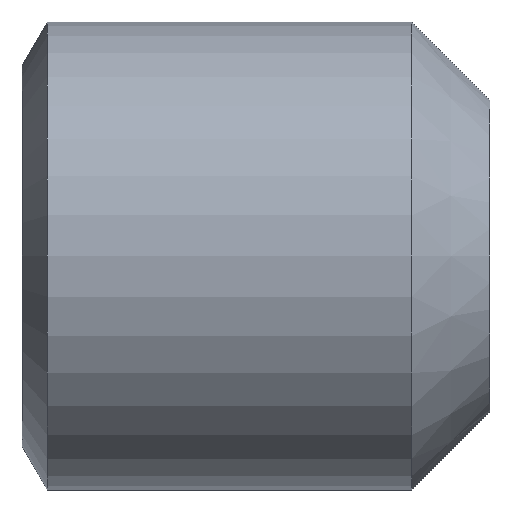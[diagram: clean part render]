
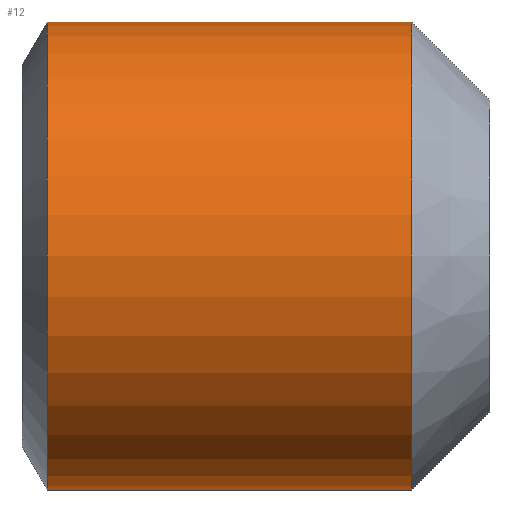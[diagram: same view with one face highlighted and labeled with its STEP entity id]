
A CAD part, front view. The second image highlights one B-rep face of the part: STEP entity #12.
In plain terms, the highlighted cylindrical face has radius 1.5 mm (diameter 3 mm), a partial arc.
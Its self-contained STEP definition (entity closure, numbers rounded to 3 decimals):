
#11 = DIRECTION ( 'NONE',  ( 0., 0., 1. ) ) ;
#12 = ADVANCED_FACE ( 'NONE', ( #329 ), #180, .T. ) ;
#15 = ORIENTED_EDGE ( 'NONE', *, *, #359, .T. ) ;
#30 = VERTEX_POINT ( 'NONE', #445 ) ;
#75 = VERTEX_POINT ( 'NONE', #119 ) ;
#79 = CARTESIAN_POINT ( 'NONE',  ( -12.7, 0., 1.5 ) ) ;
#86 = AXIS2_PLACEMENT_3D ( 'NONE', #107, #110, #112 ) ;
#107 = CARTESIAN_POINT ( 'NONE',  ( 0.162, 0., 0. ) ) ;
#110 = DIRECTION ( 'NONE',  ( -1., 0., 0. ) ) ;
#112 = DIRECTION ( 'NONE',  ( 0., 0., 1. ) ) ;
#113 = CARTESIAN_POINT ( 'NONE',  ( 0.162, 0., -1.5 ) ) ;
#119 = CARTESIAN_POINT ( 'NONE',  ( 2.5, 0., 1.5 ) ) ;
#122 = VERTEX_POINT ( 'NONE', #113 ) ;
#124 = EDGE_CURVE ( 'NONE', #138, #75, #344, .T. ) ;
#127 = AXIS2_PLACEMENT_3D ( 'NONE', #315, #348, #417 ) ;
#131 = DIRECTION ( 'NONE',  ( -1., 0., 0. ) ) ;
#138 = VERTEX_POINT ( 'NONE', #416 ) ;
#154 = DIRECTION ( 'NONE',  ( -1., 0., 0. ) ) ;
#180 = CYLINDRICAL_SURFACE ( 'NONE', #313, 1.5 ) ;
#257 = CIRCLE ( 'NONE', #86, 1.5 ) ;
#279 = ORIENTED_EDGE ( 'NONE', *, *, #304, .F. ) ;
#283 = CARTESIAN_POINT ( 'NONE',  ( -12.7, 0., -1.5 ) ) ;
#284 = VECTOR ( 'NONE', #154, 1000. ) ;
#304 = EDGE_CURVE ( 'NONE', #138, #122, #434, .T. ) ;
#313 = AXIS2_PLACEMENT_3D ( 'NONE', #435, #131, #11 ) ;
#315 = CARTESIAN_POINT ( 'NONE',  ( 2.5, 0., 0. ) ) ;
#329 = FACE_OUTER_BOUND ( 'NONE', #407, .T. ) ;
#344 = CIRCLE ( 'NONE', #127, 1.5 ) ;
#348 = DIRECTION ( 'NONE',  ( -1., 0., 0. ) ) ;
#359 = EDGE_CURVE ( 'NONE', #75, #30, #360, .T. ) ;
#360 = LINE ( 'NONE', #79, #284 ) ;
#369 = ORIENTED_EDGE ( 'NONE', *, *, #427, .F. ) ;
#386 = DIRECTION ( 'NONE',  ( -1., 0., 0. ) ) ;
#389 = ORIENTED_EDGE ( 'NONE', *, *, #124, .T. ) ;
#407 = EDGE_LOOP ( 'NONE', ( #279, #389, #15, #369 ) ) ;
#416 = CARTESIAN_POINT ( 'NONE',  ( 2.5, 0., -1.5 ) ) ;
#417 = DIRECTION ( 'NONE',  ( 0., 0., 1. ) ) ;
#427 = EDGE_CURVE ( 'NONE', #122, #30, #257, .T. ) ;
#430 = VECTOR ( 'NONE', #386, 1000. ) ;
#434 = LINE ( 'NONE', #283, #430 ) ;
#435 = CARTESIAN_POINT ( 'NONE',  ( -12.7, 0., 0. ) ) ;
#445 = CARTESIAN_POINT ( 'NONE',  ( 0.162, 0., 1.5 ) ) ;
